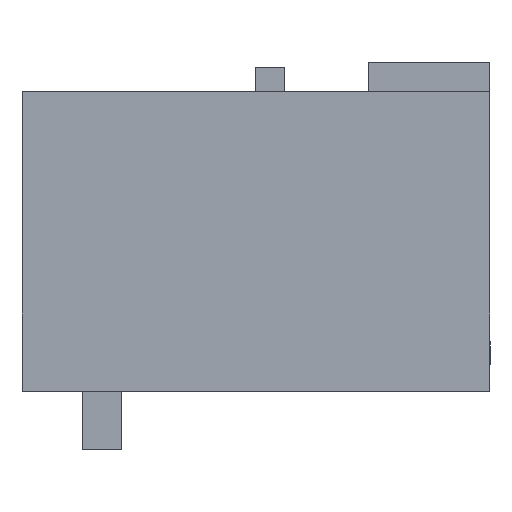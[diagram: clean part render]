
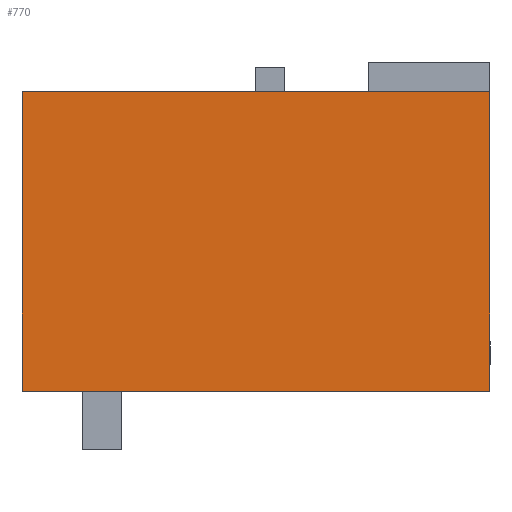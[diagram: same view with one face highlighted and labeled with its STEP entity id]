
A CAD part, left-side view. The second image highlights one B-rep face of the part: STEP entity #770.
In plain terms, the highlighted planar face has unit normal (-1, 0, 0).
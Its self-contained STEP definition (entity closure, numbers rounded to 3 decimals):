
#734=AXIS2_PLACEMENT_3D('Plane Axis2P3D',#731,#732,#733) ;
#731=CARTESIAN_POINT('Axis2P3D Location',(0.,0.,9.18)) ;
#736=CARTESIAN_POINT('Line Origine',(0.,6.,1.5)) ;
#740=CARTESIAN_POINT('Vertex',(0.,0.,1.5)) ;
#742=CARTESIAN_POINT('Vertex',(0.,12.,1.5)) ;
#745=CARTESIAN_POINT('Line Origine',(0.,0.,5.34)) ;
#749=CARTESIAN_POINT('Vertex',(0.,0.,9.18)) ;
#752=CARTESIAN_POINT('Line Origine',(0.,6.,9.18)) ;
#756=CARTESIAN_POINT('Vertex',(0.,12.,9.18)) ;
#759=CARTESIAN_POINT('Line Origine',(0.,12.,5.34)) ;
#732=DIRECTION('Axis2P3D Direction',(1.,0.,0.)) ;
#733=DIRECTION('Axis2P3D XDirection',(0.,0.,-1.)) ;
#737=DIRECTION('Vector Direction',(0.,1.,0.)) ;
#746=DIRECTION('Vector Direction',(0.,0.,-1.)) ;
#753=DIRECTION('Vector Direction',(0.,1.,0.)) ;
#760=DIRECTION('Vector Direction',(0.,0.,-1.)) ;
#738=VECTOR('Line Direction',#737,1.) ;
#747=VECTOR('Line Direction',#746,1.) ;
#754=VECTOR('Line Direction',#753,1.) ;
#761=VECTOR('Line Direction',#760,1.) ;
#765=ORIENTED_EDGE('',*,*,#744,.F.) ;
#766=ORIENTED_EDGE('',*,*,#751,.F.) ;
#767=ORIENTED_EDGE('',*,*,#758,.T.) ;
#768=ORIENTED_EDGE('',*,*,#763,.F.) ;
#770=ADVANCED_FACE('Housing',(#769),#735,.F.) ;
#744=EDGE_CURVE('',#741,#743,#739,.T.) ;
#751=EDGE_CURVE('',#750,#741,#748,.T.) ;
#758=EDGE_CURVE('',#750,#757,#755,.T.) ;
#763=EDGE_CURVE('',#743,#757,#762,.F.) ;
#764=EDGE_LOOP('',(#765,#766,#767,#768)) ;
#769=FACE_OUTER_BOUND('',#764,.T.) ;
#739=LINE('Line',#736,#738) ;
#748=LINE('Line',#745,#747) ;
#755=LINE('Line',#752,#754) ;
#762=LINE('Line',#759,#761) ;
#735=PLANE('',#734) ;
#741=VERTEX_POINT('',#740) ;
#743=VERTEX_POINT('',#742) ;
#750=VERTEX_POINT('',#749) ;
#757=VERTEX_POINT('',#756) ;
